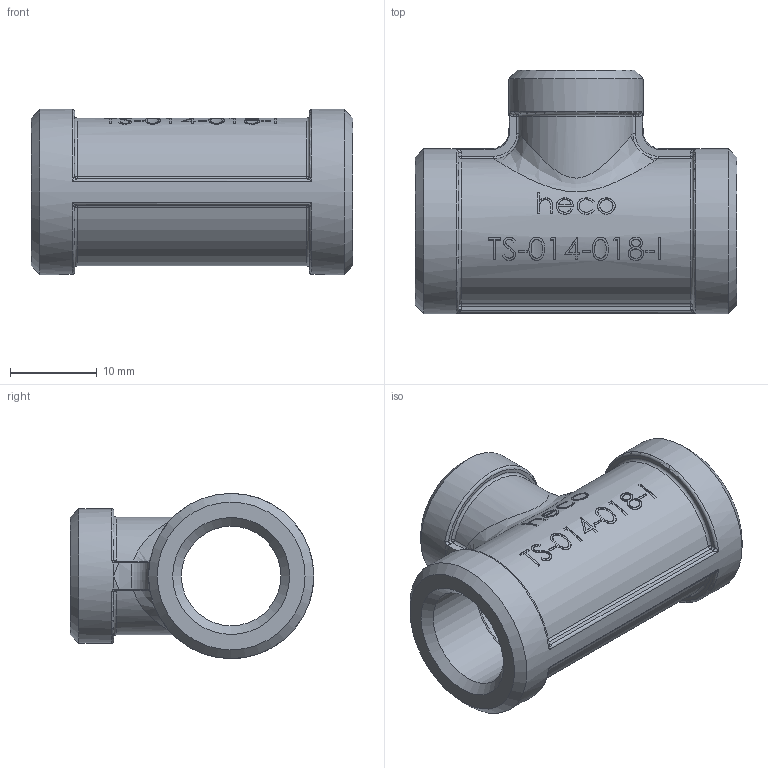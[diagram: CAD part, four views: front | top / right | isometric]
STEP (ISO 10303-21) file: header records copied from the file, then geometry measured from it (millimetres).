
FILE_DESCRIPTION (( 'STEP AP214' ), '1' );
FILE_NAME ('heco_TS-014-018-I.STEP', '2016-06-22T10:34:45', ( '' ), ( '' ), 'SwSTEP 2.0', 'SolidWorks 2011', '' );
FILE_SCHEMA (( 'AUTOMOTIVE_DESIGN' ));
Length unit declared in the file: millimetre
Products named in the file (1): heco_TS-014-018-I
Bounding box: 37 x 28 x 19 mm (x, y, z)
Volume: 5082.3 mm3; surface area: 4775.1 mm2
Topology: 1 solids, 1 shells, 289 faces, 722 edges, 453 vertices
Faces by surface type: bspline 121, plane 73, cylinder 60, torus 14, sphere 12, cone 9
Full cylindrical faces by diameter (mm): 8.566 x1, 10.5 x1, 11.445 x2, 14 x1, 15.5 x1, 19 x1
Entity records: 22496 total; most frequent: CARTESIAN_POINT 15376, ORIENTED_EDGE 1384, DIRECTION 781, EDGE_CURVE 692, VERTEX_POINT 448, B_SPLINE_CURVE_WITH_KNOTS 390, EDGE_LOOP 336, AXIS2_PLACEMENT_3D 310
